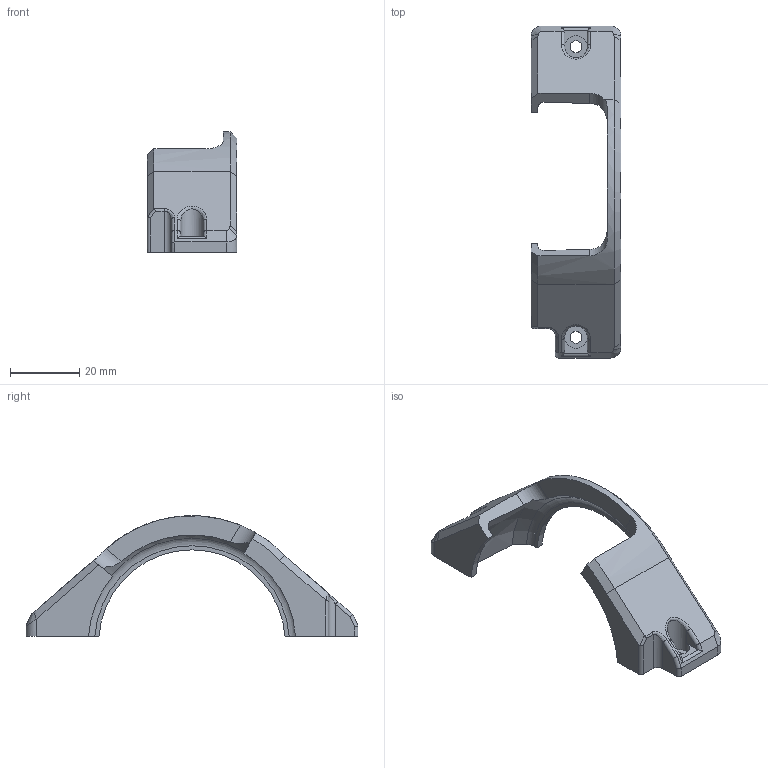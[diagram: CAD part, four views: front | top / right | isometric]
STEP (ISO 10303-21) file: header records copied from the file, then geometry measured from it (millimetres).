
FILE_DESCRIPTION(/* description */ (''),/* implementation_level */ '2;1');
FILE_NAME(/* name */ 'LowerPart.stp',/* time_stamp */ '2025-07-28T08:12:44+02:00',/* author */ ('ahorat'),/* organization */ (''),/* preprocessor_version */ 'ST-DEVELOPER v20',/* originating_system */ 'Autodesk Inventor 2025',/* authorisation */ '');
FILE_SCHEMA (('AUTOMOTIVE_DESIGN { 1 0 10303 214 3 1 1 }'));
Length unit declared in the file: millimetre
Products named in the file (1): Test
Bounding box: 26 x 96 x 34.91 mm (x, y, z)
Volume: 13949.9 mm3; surface area: 7206 mm2
Topology: 1 solids, 1 shells, 78 faces, 205 edges, 129 vertices
Faces by surface type: plane 31, cylinder 30, bspline 9, cone 5, torus 3
Full cylindrical faces by diameter (mm): 3.4 x2, 6.5 x2
Entity records: 2716 total; most frequent: CARTESIAN_POINT 777, ORIENTED_EDGE 410, DIRECTION 382, EDGE_CURVE 205, AXIS2_PLACEMENT_3D 137, VERTEX_POINT 129, LINE 108, VECTOR 108
